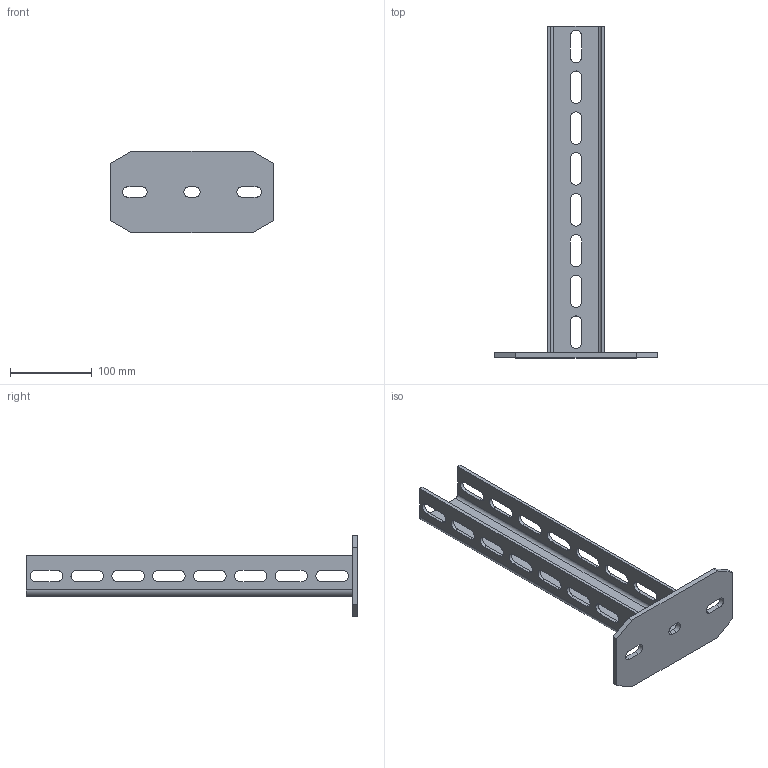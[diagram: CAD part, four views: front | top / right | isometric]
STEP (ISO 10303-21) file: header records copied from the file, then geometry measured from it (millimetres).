
FILE_DESCRIPTION((''),'2;1');
FILE_NAME('6339050','2012-07-23T',('AndreasKeweloh'),(''),'PRO/ENGINEER BY PARAMETRIC TECHNOLOGY CORPORATION, 2012130','PRO/ENGINEER BY PARAMETRIC TECHNOLOGY CORPORATION, 2012130','');
FILE_SCHEMA(('CONFIG_CONTROL_DESIGN'));
Length unit declared in the file: millimetre
Products named in the file (1): 6339050
Bounding box: 200 x 406.5 x 100 mm (x, y, z)
Volume: 320118.2 mm3; surface area: 154555.6 mm2
Topology: 1 solids, 1 shells, 131 faces, 384 edges, 256 vertices
Faces by surface type: plane 73, cylinder 58
Entity records: 4520 total; most frequent: CARTESIAN_POINT 771, ORIENTED_EDGE 768, DIRECTION 762, EDGE_CURVE 384, VECTOR 268, LINE 268, VERTEX_POINT 256, AXIS2_PLACEMENT_3D 247
